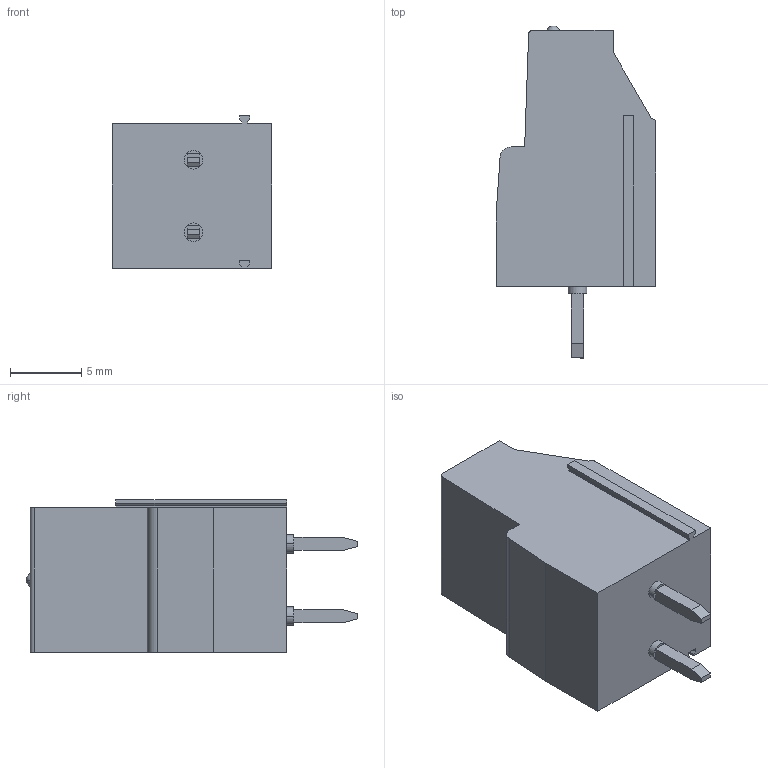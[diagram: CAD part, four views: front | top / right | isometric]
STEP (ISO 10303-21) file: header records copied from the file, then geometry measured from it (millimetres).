
FILE_DESCRIPTION(('STEP AP214'),'1');
FILE_NAME('1706439.stp','2015-09-14T18:08:54',('TraceParts'),('TraceParts S.A.'),'Spatial InterOp 3D',' ',' ');
FILE_SCHEMA(('automotive_design'));
Length unit declared in the file: millimetre
Products named in the file (1): mkds_3-2-b-5.08|1#mkds_3-2-b-5.08;mkds_3-2-b-5.08
Bounding box: 11.2 x 23.3 x 10.73 mm (x, y, z)
Volume: 1584 mm3; surface area: 1188 mm2
Topology: 1 solids, 1 shells, 153 faces, 388 edges, 252 vertices
Faces by surface type: plane 110, cylinder 41, sphere 2
Entity records: 5831 total; most frequent: DIRECTION 797, CARTESIAN_POINT 794, ORIENTED_EDGE 776, EDGE_CURVE 388, LINE 287, VECTOR 287, AXIS2_PLACEMENT_3D 255, VERTEX_POINT 252
